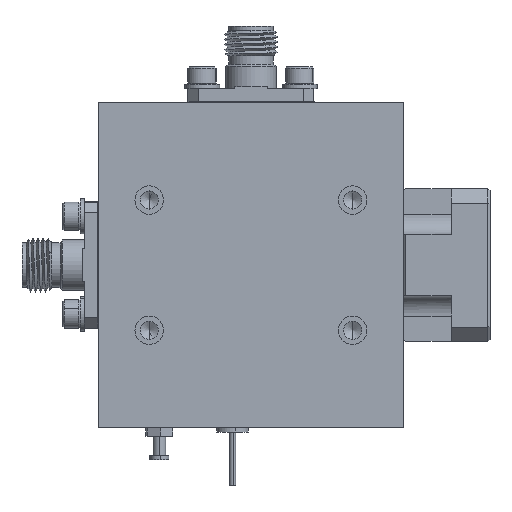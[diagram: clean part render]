
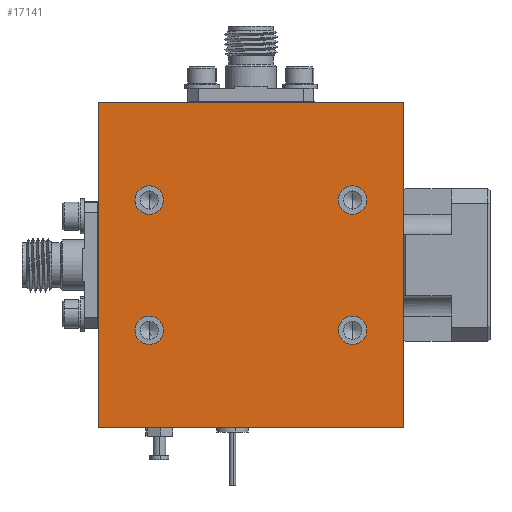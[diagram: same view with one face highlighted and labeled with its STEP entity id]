
A CAD part, front view. The second image highlights one B-rep face of the part: STEP entity #17141.
In plain terms, the highlighted planar face has unit normal (0, -1, 0).
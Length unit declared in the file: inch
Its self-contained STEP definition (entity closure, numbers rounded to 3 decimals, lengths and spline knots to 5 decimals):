
#62 = CIRCLE ( 'NONE', #17662, 0.07 ) ;
#65 = CARTESIAN_POINT ( 'NONE',  ( -0.81776, 0.0203, 0.90173 ) ) ;
#67 = CARTESIAN_POINT ( 'NONE',  ( -1.81776, 0.0203, 0.19173 ) ) ;
#642 = FACE_BOUND ( 'NONE', #4640, .T. ) ;
#887 = EDGE_CURVE ( 'NONE', #11697, #5126, #10587, .T. ) ;
#1128 = CARTESIAN_POINT ( 'NONE',  ( -0.81776, 0.0203, 0.26173 ) ) ;
#1133 = DIRECTION ( 'NONE',  ( 0., -1., 0. ) ) ;
#1402 = EDGE_CURVE ( 'NONE', #5121, #17809, #17621, .T. ) ;
#1415 = AXIS2_PLACEMENT_3D ( 'NONE', #16622, #4267, #16976 ) ;
#1669 = VECTOR ( 'NONE', #10856, 39.37008 ) ;
#1674 = ORIENTED_EDGE ( 'NONE', *, *, #3748, .F. ) ;
#1808 = VECTOR ( 'NONE', #13055, 39.37008 ) ;
#1836 = EDGE_LOOP ( 'NONE', ( #14897, #15590 ) ) ;
#1854 = LINE ( 'NONE', #4576, #14595 ) ;
#1859 = ORIENTED_EDGE ( 'NONE', *, *, #13001, .F. ) ;
#1894 = PLANE ( 'NONE',  #13924 ) ;
#2029 = ORIENTED_EDGE ( 'NONE', *, *, #11954, .F. ) ;
#2145 = VERTEX_POINT ( 'NONE', #4646 ) ;
#2472 = CIRCLE ( 'NONE', #9101, 0.07 ) ;
#2684 = CARTESIAN_POINT ( 'NONE',  ( -1.81776, 0.0203, 0.26173 ) ) ;
#2805 = DIRECTION ( 'NONE',  ( 1., 0., 0. ) ) ;
#2816 = VERTEX_POINT ( 'NONE', #4491 ) ;
#2961 = EDGE_LOOP ( 'NONE', ( #17436, #1859 ) ) ;
#3081 = EDGE_CURVE ( 'NONE', #3334, #7529, #3935, .T. ) ;
#3192 = CARTESIAN_POINT ( 'NONE',  ( -0.56776, 0.0203, 1.31173 ) ) ;
#3313 = ORIENTED_EDGE ( 'NONE', *, *, #10594, .F. ) ;
#3334 = VERTEX_POINT ( 'NONE', #15920 ) ;
#3341 = DIRECTION ( 'NONE',  ( 1., 0., 0. ) ) ;
#3398 = CARTESIAN_POINT ( 'NONE',  ( -0.56776, 0.0203, -0.28827 ) ) ;
#3653 = CARTESIAN_POINT ( 'NONE',  ( -0.81776, 0.0203, 0.19173 ) ) ;
#3666 = DIRECTION ( 'NONE',  ( 0., 0., -1. ) ) ;
#3748 = EDGE_CURVE ( 'NONE', #15595, #2145, #1854, .T. ) ;
#3879 = ORIENTED_EDGE ( 'NONE', *, *, #8807, .F. ) ;
#3935 = LINE ( 'NONE', #17844, #12553 ) ;
#3962 = DIRECTION ( 'NONE',  ( 0., 0., -1. ) ) ;
#4212 = EDGE_LOOP ( 'NONE', ( #16947, #3879 ) ) ;
#4229 = CARTESIAN_POINT ( 'NONE',  ( -1.81776, 0.0203, 0.90173 ) ) ;
#4267 = DIRECTION ( 'NONE',  ( 0., -1., 0. ) ) ;
#4306 = CARTESIAN_POINT ( 'NONE',  ( -0.56776, 0.0203, -0.28827 ) ) ;
#4312 = DIRECTION ( 'NONE',  ( 0., -1., 0. ) ) ;
#4478 = CARTESIAN_POINT ( 'NONE',  ( -1.81776, 0.0203, 0.83173 ) ) ;
#4491 = CARTESIAN_POINT ( 'NONE',  ( -0.81776, 0.0203, 0.12173 ) ) ;
#4500 = DIRECTION ( 'NONE',  ( 0., 0., -1. ) ) ;
#4576 = CARTESIAN_POINT ( 'NONE',  ( -0.56776, 0.0203, 1.31173 ) ) ;
#4640 = EDGE_LOOP ( 'NONE', ( #17225, #14823 ) ) ;
#4646 = CARTESIAN_POINT ( 'NONE',  ( -0.56776, 0.0203, 0.66286 ) ) ;
#5121 = VERTEX_POINT ( 'NONE', #12613 ) ;
#5126 = VERTEX_POINT ( 'NONE', #5846 ) ;
#5209 = VERTEX_POINT ( 'NONE', #4229 ) ;
#5250 = CARTESIAN_POINT ( 'NONE',  ( -0.56776, 0.0203, 1.31173 ) ) ;
#5405 = AXIS2_PLACEMENT_3D ( 'NONE', #11873, #9164, #3666 ) ;
#5846 = CARTESIAN_POINT ( 'NONE',  ( -0.81776, 0.0203, 0.76173 ) ) ;
#6057 = FACE_BOUND ( 'NONE', #4212, .T. ) ;
#6105 = DIRECTION ( 'NONE',  ( 0., 0., -1. ) ) ;
#6199 = DIRECTION ( 'NONE',  ( 0., 0., -1. ) ) ;
#6461 = DIRECTION ( 'NONE',  ( 0., -1., 0. ) ) ;
#6799 = CARTESIAN_POINT ( 'NONE',  ( -0.56776, 0.0203, 1.31173 ) ) ;
#7106 = ORIENTED_EDGE ( 'NONE', *, *, #3081, .F. ) ;
#7117 = EDGE_CURVE ( 'NONE', #9058, #14563, #16410, .T. ) ;
#7204 = DIRECTION ( 'NONE',  ( 0., -1., 0. ) ) ;
#7339 = DIRECTION ( 'NONE',  ( 0., 0., -1. ) ) ;
#7410 = FACE_OUTER_BOUND ( 'NONE', #8518, .T. ) ;
#7529 = VERTEX_POINT ( 'NONE', #8724 ) ;
#7732 = CARTESIAN_POINT ( 'NONE',  ( -1.81776, 0.0203, 0.76173 ) ) ;
#8171 = EDGE_CURVE ( 'NONE', #2816, #15654, #15103, .T. ) ;
#8518 = EDGE_LOOP ( 'NONE', ( #7106, #14189, #10438, #2029, #3313, #12256, #1674, #11928 ) ) ;
#8710 = CARTESIAN_POINT ( 'NONE',  ( -1.81776, 0.0203, 0.83173 ) ) ;
#8724 = CARTESIAN_POINT ( 'NONE',  ( -2.06776, 0.0203, 1.31173 ) ) ;
#8738 = DIRECTION ( 'NONE',  ( 0., 0., -1. ) ) ;
#8747 = FACE_BOUND ( 'NONE', #2961, .T. ) ;
#8807 = EDGE_CURVE ( 'NONE', #15654, #2816, #2472, .T. ) ;
#9058 = VERTEX_POINT ( 'NONE', #2684 ) ;
#9101 = AXIS2_PLACEMENT_3D ( 'NONE', #9810, #7204, #4500 ) ;
#9164 = DIRECTION ( 'NONE',  ( 0., -1., 0. ) ) ;
#9226 = EDGE_CURVE ( 'NONE', #2145, #16387, #13140, .T. ) ;
#9280 = AXIS2_PLACEMENT_3D ( 'NONE', #67, #12347, #3962 ) ;
#9328 = DIRECTION ( 'NONE',  ( 0., 0., -1. ) ) ;
#9603 = AXIS2_PLACEMENT_3D ( 'NONE', #3653, #1133, #9328 ) ;
#9650 = CARTESIAN_POINT ( 'NONE',  ( -0.56776, 0.0203, 0.55868 ) ) ;
#9769 = LINE ( 'NONE', #3192, #16343 ) ;
#9775 = CARTESIAN_POINT ( 'NONE',  ( -1.81776, 0.0203, 0.12173 ) ) ;
#9810 = CARTESIAN_POINT ( 'NONE',  ( -0.81776, 0.0203, 0.19173 ) ) ;
#10438 = ORIENTED_EDGE ( 'NONE', *, *, #1402, .F. ) ;
#10456 = CIRCLE ( 'NONE', #10733, 0.07 ) ;
#10587 = CIRCLE ( 'NONE', #5405, 0.07 ) ;
#10594 = EDGE_CURVE ( 'NONE', #16387, #14333, #9769, .T. ) ;
#10733 = AXIS2_PLACEMENT_3D ( 'NONE', #17306, #6461, #6105 ) ;
#10856 = DIRECTION ( 'NONE',  ( 0., 0., -1. ) ) ;
#11124 = VECTOR ( 'NONE', #17209, 39.37008 ) ;
#11183 = CARTESIAN_POINT ( 'NONE',  ( -0.56776, 0.0203, 1.31173 ) ) ;
#11548 = CARTESIAN_POINT ( 'NONE',  ( -1.31776, 0.0203, 0.51173 ) ) ;
#11692 = CARTESIAN_POINT ( 'NONE',  ( -0.56776, 0.0203, 0.46478 ) ) ;
#11697 = VERTEX_POINT ( 'NONE', #65 ) ;
#11873 = CARTESIAN_POINT ( 'NONE',  ( -0.81776, 0.0203, 0.83173 ) ) ;
#11928 = ORIENTED_EDGE ( 'NONE', *, *, #13676, .F. ) ;
#11954 = EDGE_CURVE ( 'NONE', #14333, #5121, #17730, .T. ) ;
#12256 = ORIENTED_EDGE ( 'NONE', *, *, #9226, .F. ) ;
#12347 = DIRECTION ( 'NONE',  ( 0., -1., 0. ) ) ;
#12553 = VECTOR ( 'NONE', #16123, 39.37008 ) ;
#12613 = CARTESIAN_POINT ( 'NONE',  ( -0.56776, 0.0203, 0.3606 ) ) ;
#12725 = AXIS2_PLACEMENT_3D ( 'NONE', #8710, #14598, #6199 ) ;
#12958 = CARTESIAN_POINT ( 'NONE',  ( -0.56776, 0.0203, 1.31173 ) ) ;
#12967 = DIRECTION ( 'NONE',  ( 0., 0., -1. ) ) ;
#13001 = EDGE_CURVE ( 'NONE', #5209, #14241, #15598, .T. ) ;
#13055 = DIRECTION ( 'NONE',  ( -1., 0., 0. ) ) ;
#13140 = LINE ( 'NONE', #12958, #11124 ) ;
#13484 = VECTOR ( 'NONE', #8738, 39.37008 ) ;
#13676 = EDGE_CURVE ( 'NONE', #7529, #15595, #15167, .T. ) ;
#13924 = AXIS2_PLACEMENT_3D ( 'NONE', #11548, #17060, #3341 ) ;
#13991 = EDGE_CURVE ( 'NONE', #14563, #9058, #16494, .T. ) ;
#14098 = EDGE_CURVE ( 'NONE', #14241, #5209, #62, .T. ) ;
#14174 = VECTOR ( 'NONE', #2805, 39.37008 ) ;
#14189 = ORIENTED_EDGE ( 'NONE', *, *, #14354, .F. ) ;
#14241 = VERTEX_POINT ( 'NONE', #7732 ) ;
#14266 = FACE_BOUND ( 'NONE', #1836, .T. ) ;
#14315 = EDGE_CURVE ( 'NONE', #5126, #11697, #10456, .T. ) ;
#14333 = VERTEX_POINT ( 'NONE', #11692 ) ;
#14354 = EDGE_CURVE ( 'NONE', #17809, #3334, #15947, .T. ) ;
#14480 = CARTESIAN_POINT ( 'NONE',  ( -0.56776, 0.0203, 1.31173 ) ) ;
#14563 = VERTEX_POINT ( 'NONE', #9775 ) ;
#14595 = VECTOR ( 'NONE', #12967, 39.37008 ) ;
#14598 = DIRECTION ( 'NONE',  ( 0., -1., 0. ) ) ;
#14823 = ORIENTED_EDGE ( 'NONE', *, *, #887, .F. ) ;
#14897 = ORIENTED_EDGE ( 'NONE', *, *, #13991, .F. ) ;
#15103 = CIRCLE ( 'NONE', #9603, 0.07 ) ;
#15167 = LINE ( 'NONE', #11183, #14174 ) ;
#15590 = ORIENTED_EDGE ( 'NONE', *, *, #7117, .F. ) ;
#15595 = VERTEX_POINT ( 'NONE', #14480 ) ;
#15598 = CIRCLE ( 'NONE', #12725, 0.07 ) ;
#15654 = VERTEX_POINT ( 'NONE', #1128 ) ;
#15920 = CARTESIAN_POINT ( 'NONE',  ( -2.06776, 0.0203, -0.28827 ) ) ;
#15947 = LINE ( 'NONE', #3398, #1808 ) ;
#16123 = DIRECTION ( 'NONE',  ( 0., 0., 1. ) ) ;
#16343 = VECTOR ( 'NONE', #7339, 39.37008 ) ;
#16387 = VERTEX_POINT ( 'NONE', #9650 ) ;
#16410 = CIRCLE ( 'NONE', #1415, 0.07 ) ;
#16494 = CIRCLE ( 'NONE', #9280, 0.07 ) ;
#16622 = CARTESIAN_POINT ( 'NONE',  ( -1.81776, 0.0203, 0.19173 ) ) ;
#16675 = DIRECTION ( 'NONE',  ( 0., 0., -1. ) ) ;
#16947 = ORIENTED_EDGE ( 'NONE', *, *, #8171, .F. ) ;
#16976 = DIRECTION ( 'NONE',  ( 0., 0., -1. ) ) ;
#17060 = DIRECTION ( 'NONE',  ( 0., 1., 0. ) ) ;
#17141 = ADVANCED_FACE ( 'NONE', ( #8747, #14266, #642, #6057, #7410 ), #1894, .F. ) ;
#17209 = DIRECTION ( 'NONE',  ( 0., 0., -1. ) ) ;
#17225 = ORIENTED_EDGE ( 'NONE', *, *, #14315, .F. ) ;
#17306 = CARTESIAN_POINT ( 'NONE',  ( -0.81776, 0.0203, 0.83173 ) ) ;
#17436 = ORIENTED_EDGE ( 'NONE', *, *, #14098, .F. ) ;
#17621 = LINE ( 'NONE', #5250, #13484 ) ;
#17662 = AXIS2_PLACEMENT_3D ( 'NONE', #4478, #4312, #16675 ) ;
#17730 = LINE ( 'NONE', #6799, #1669 ) ;
#17809 = VERTEX_POINT ( 'NONE', #4306 ) ;
#17844 = CARTESIAN_POINT ( 'NONE',  ( -2.06776, 0.0203, 1.31173 ) ) ;
